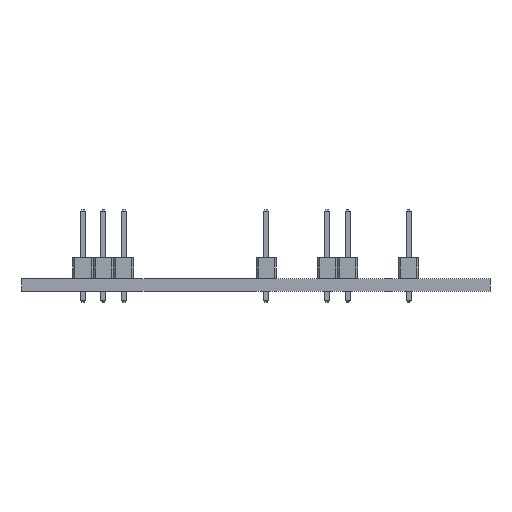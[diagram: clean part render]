
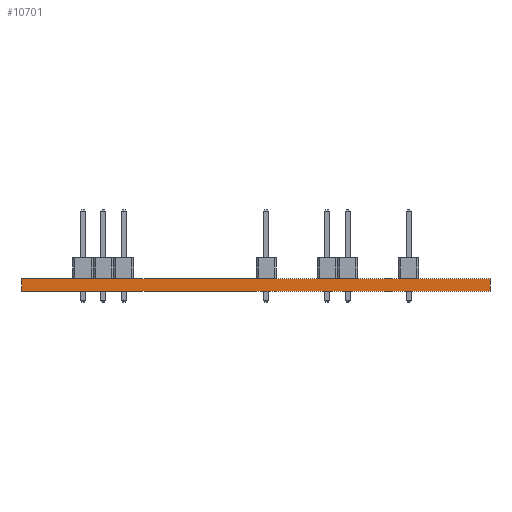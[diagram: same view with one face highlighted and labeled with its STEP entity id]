
A CAD part, front view. The second image highlights one B-rep face of the part: STEP entity #10701.
In plain terms, the highlighted planar face has unit normal (0, -1, 0).
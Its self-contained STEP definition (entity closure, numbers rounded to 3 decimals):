
#10701 = ADVANCED_FACE('',(#10702),#10736,.T.);
#10702 = FACE_BOUND('',#10703,.T.);
#10703 = EDGE_LOOP('',(#10704,#10714,#10722,#10730));
#10704 = ORIENTED_EDGE('',*,*,#10705,.T.);
#10705 = EDGE_CURVE('',#10706,#10708,#10710,.T.);
#10706 = VERTEX_POINT('',#10707);
#10707 = CARTESIAN_POINT('',(132.08,-114.3,0.));
#10708 = VERTEX_POINT('',#10709);
#10709 = CARTESIAN_POINT('',(132.08,-114.3,1.6));
#10710 = LINE('',#10711,#10712);
#10711 = CARTESIAN_POINT('',(132.08,-114.3,0.));
#10712 = VECTOR('',#10713,1.);
#10713 = DIRECTION('',(0.,0.,1.));
#10714 = ORIENTED_EDGE('',*,*,#10715,.T.);
#10715 = EDGE_CURVE('',#10708,#10716,#10718,.T.);
#10716 = VERTEX_POINT('',#10717);
#10717 = CARTESIAN_POINT('',(73.66,-114.3,1.6));
#10718 = LINE('',#10719,#10720);
#10719 = CARTESIAN_POINT('',(132.08,-114.3,1.6));
#10720 = VECTOR('',#10721,1.);
#10721 = DIRECTION('',(-1.,0.,0.));
#10722 = ORIENTED_EDGE('',*,*,#10723,.F.);
#10723 = EDGE_CURVE('',#10724,#10716,#10726,.T.);
#10724 = VERTEX_POINT('',#10725);
#10725 = CARTESIAN_POINT('',(73.66,-114.3,0.));
#10726 = LINE('',#10727,#10728);
#10727 = CARTESIAN_POINT('',(73.66,-114.3,0.));
#10728 = VECTOR('',#10729,1.);
#10729 = DIRECTION('',(0.,0.,1.));
#10730 = ORIENTED_EDGE('',*,*,#10731,.F.);
#10731 = EDGE_CURVE('',#10706,#10724,#10732,.T.);
#10732 = LINE('',#10733,#10734);
#10733 = CARTESIAN_POINT('',(132.08,-114.3,0.));
#10734 = VECTOR('',#10735,1.);
#10735 = DIRECTION('',(-1.,0.,0.));
#10736 = PLANE('',#10737);
#10737 = AXIS2_PLACEMENT_3D('',#10738,#10739,#10740);
#10738 = CARTESIAN_POINT('',(132.08,-114.3,0.));
#10739 = DIRECTION('',(0.,-1.,0.));
#10740 = DIRECTION('',(-1.,0.,0.));
